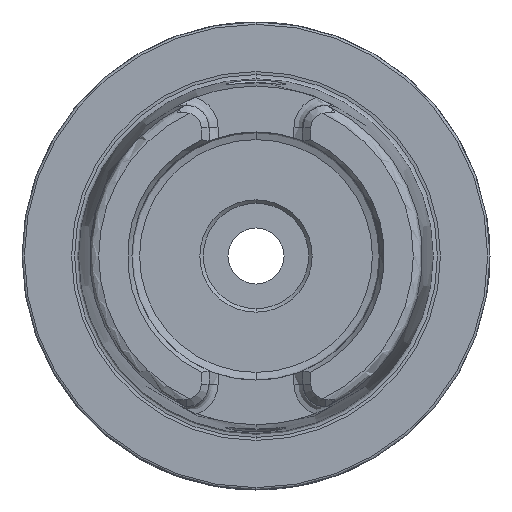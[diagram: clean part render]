
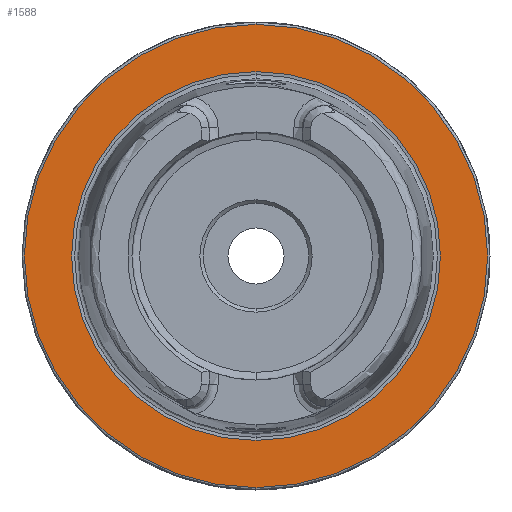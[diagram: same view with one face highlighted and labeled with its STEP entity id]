
A CAD part, left-side view. The second image highlights one B-rep face of the part: STEP entity #1588.
In plain terms, the highlighted planar face has unit normal (-1, 0, 0).
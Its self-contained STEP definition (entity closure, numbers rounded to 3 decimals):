
#1588 = ADVANCED_FACE ( 'NONE', ( #5089, #5086 ), #8109, .F. ) ;
#1654 = VERTEX_POINT ( 'NONE', #8177 ) ;
#1657 = VERTEX_POINT ( 'NONE', #8178 ) ;
#2145 = VERTEX_POINT ( 'NONE', #8523 ) ;
#2146 = VERTEX_POINT ( 'NONE', #8524 ) ;
#2922 = CARTESIAN_POINT ( 'NONE',  ( 0., 0., 0. ) ) ;
#2923 = DIRECTION ( 'NONE',  ( -1., 0., 0. ) ) ;
#2924 = DIRECTION ( 'NONE',  ( 0., 0., 1. ) ) ;
#2956 = CARTESIAN_POINT ( 'NONE',  ( 0., 0., 0. ) ) ;
#2957 = DIRECTION ( 'NONE',  ( -1., 0., 0. ) ) ;
#2958 = DIRECTION ( 'NONE',  ( 0., 0., 1. ) ) ;
#5086 = FACE_OUTER_BOUND ( 'NONE', #10689, .T. ) ;
#5089 = FACE_BOUND ( 'NONE', #10757, .T. ) ;
#5181 = CIRCLE ( 'NONE', #8985, 49.5 ) ;
#5182 = CIRCLE ( 'NONE', #8986, 39.405 ) ;
#5390 = CIRCLE ( 'NONE', #9048, 49.5 ) ;
#5405 = CIRCLE ( 'NONE', #9055, 39.405 ) ;
#5789 = CARTESIAN_POINT ( 'NONE',  ( 0., 0., 0. ) ) ;
#5790 = DIRECTION ( 'NONE',  ( -1., 0., 0. ) ) ;
#5791 = DIRECTION ( 'NONE',  ( 0., 0., 1. ) ) ;
#5794 = CARTESIAN_POINT ( 'NONE',  ( 0., 0., 0. ) ) ;
#5795 = DIRECTION ( 'NONE',  ( -1., 0., 0. ) ) ;
#5796 = DIRECTION ( 'NONE',  ( 0., 0., 1. ) ) ;
#7395 = ORIENTED_EDGE ( 'NONE', *, *, #9449, .T. ) ;
#7400 = ORIENTED_EDGE ( 'NONE', *, *, #9460, .F. ) ;
#7413 = ORIENTED_EDGE ( 'NONE', *, *, #9251, .T. ) ;
#7427 = ORIENTED_EDGE ( 'NONE', *, *, #9253, .F. ) ;
#8099 = DIRECTION ( 'NONE',  ( 1., 0., 0. ) ) ;
#8108 = CARTESIAN_POINT ( 'NONE',  ( 0., 49.5, 0. ) ) ;
#8109 = PLANE ( 'NONE',  #8921 ) ;
#8111 = DIRECTION ( 'NONE',  ( 0., 0., -1. ) ) ;
#8177 = CARTESIAN_POINT ( 'NONE',  ( 0., 0., -39.405 ) ) ;
#8178 = CARTESIAN_POINT ( 'NONE',  ( 0., 0., 39.405 ) ) ;
#8523 = CARTESIAN_POINT ( 'NONE',  ( 0., 0., 49.5 ) ) ;
#8524 = CARTESIAN_POINT ( 'NONE',  ( 0., 0., -49.5 ) ) ;
#8921 = AXIS2_PLACEMENT_3D ( 'NONE', #8108, #8099, #8111 ) ;
#8985 = AXIS2_PLACEMENT_3D ( 'NONE', #5789, #5790, #5791 ) ;
#8986 = AXIS2_PLACEMENT_3D ( 'NONE', #5794, #5795, #5796 ) ;
#9048 = AXIS2_PLACEMENT_3D ( 'NONE', #2922, #2923, #2924 ) ;
#9055 = AXIS2_PLACEMENT_3D ( 'NONE', #2956, #2957, #2958 ) ;
#9251 = EDGE_CURVE ( 'NONE', #2146, #2145, #5181, .T. ) ;
#9253 = EDGE_CURVE ( 'NONE', #1657, #1654, #5182, .T. ) ;
#9449 = EDGE_CURVE ( 'NONE', #2145, #2146, #5390, .T. ) ;
#9460 = EDGE_CURVE ( 'NONE', #1654, #1657, #5405, .T. ) ;
#10689 = EDGE_LOOP ( 'NONE', ( #7395, #7413 ) ) ;
#10757 = EDGE_LOOP ( 'NONE', ( #7427, #7400 ) ) ;
